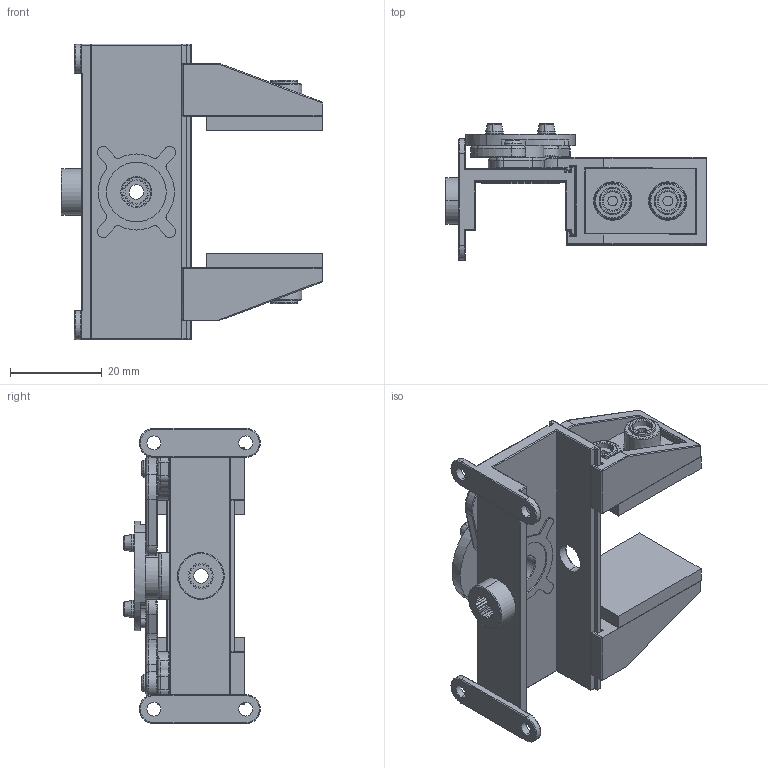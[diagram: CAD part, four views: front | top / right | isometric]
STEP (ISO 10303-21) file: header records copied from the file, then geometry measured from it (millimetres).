
FILE_DESCRIPTION (( 'STEP AP214' ), '1' );
FILE_NAME ('grip assembly.STEP', '2009-11-06T13:57:23', ( 'Eric Work' ), ( 'Hewlett-Packard' ), 'SwSTEP 2.0', 'SolidWorks 2009', '' );
FILE_SCHEMA (( 'AUTOMOTIVE_DESIGN' ));
Length unit declared in the file: inch
Products named in the file (8): gripper finger left; gripper finger right; gripper arm; gripper wheel; Spirol INS 20-M3-.226; gripper finger pad; gripper wrist; grip assembly
Assembly tree (12 placements, depth 2):
  grip assembly
    Spirol INS 20-M3-.226  x4
    gripper finger pad  x2
    gripper wheel
    gripper arm  x2
    gripper finger right
    gripper wrist
    gripper finger left
Bounding box: 57.07 x 29.74 x 64.36 mm (x, y, z)
Volume: 19341.8 mm3; surface area: 19263 mm2
Topology: 12 solids, 12 shells, 761 faces, 1828 edges, 1083 vertices
Faces by surface type: cylinder 317, plane 246, torus 132, cone 24, sphere 24, bspline 18
Entity records: 20154 total; most frequent: CARTESIAN_POINT 4044, DIRECTION 3492, ORIENTED_EDGE 3220, EDGE_CURVE 1610, AXIS2_PLACEMENT_3D 1322, VERTEX_POINT 972, LINE 848, VECTOR 848
